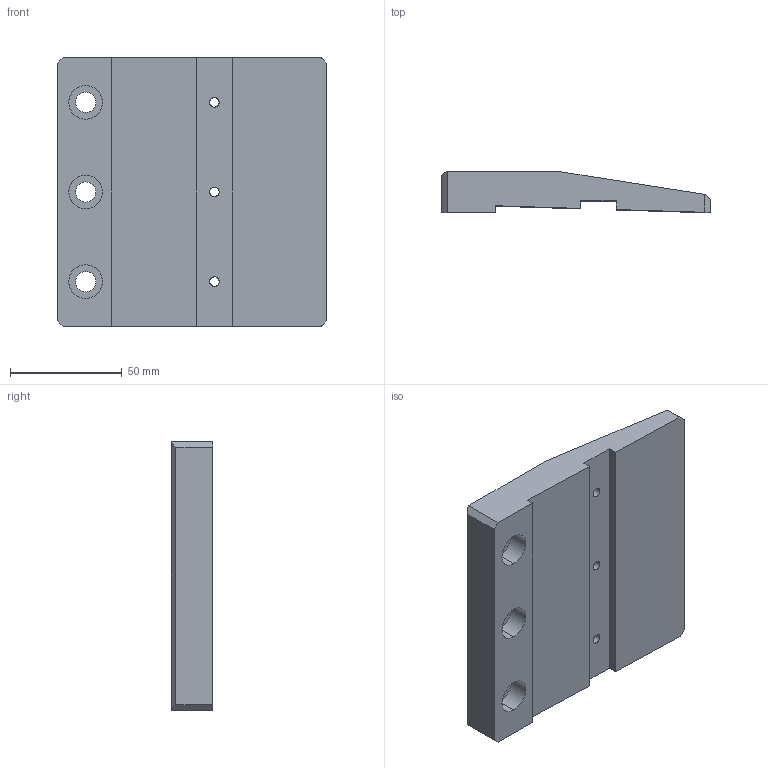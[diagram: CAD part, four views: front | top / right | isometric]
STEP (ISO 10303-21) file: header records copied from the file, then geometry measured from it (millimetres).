
FILE_DESCRIPTION (( 'STEP AP203' ), '1' );
FILE_NAME ('奻揤啣SF65QG-02.02.06.STEP', '2021-11-11T05:41:24', ( '' ), ( '' ), 'SwSTEP 2.0', 'SolidWorks 2018', '' );
FILE_SCHEMA (( 'CONFIG_CONTROL_DESIGN' ));
Length unit declared in the file: millimetre
Products named in the file (1): 奻揤啣SF65QG-02.02.06
Bounding box: 120 x 18.5 x 120 mm (x, y, z)
Volume: 189581.9 mm3; surface area: 38243.3 mm2
Topology: 1 solids, 1 shells, 40 faces, 105 edges, 70 vertices
Faces by surface type: plane 22, cylinder 18
Entity records: 1340 total; most frequent: CARTESIAN_POINT 234, DIRECTION 211, ORIENTED_EDGE 210, EDGE_CURVE 105, AXIS2_PLACEMENT_3D 71, VERTEX_POINT 70, VECTOR 69, LINE 69
